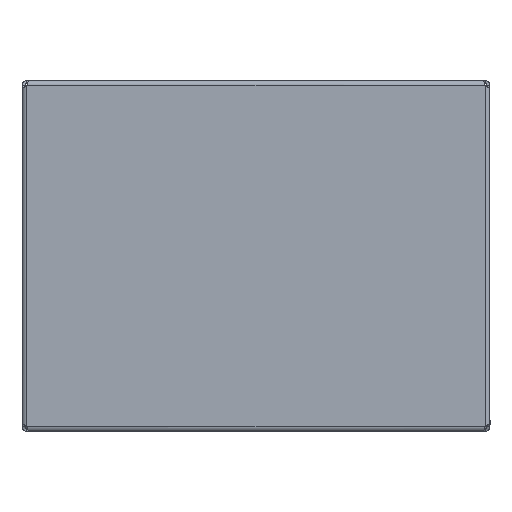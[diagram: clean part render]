
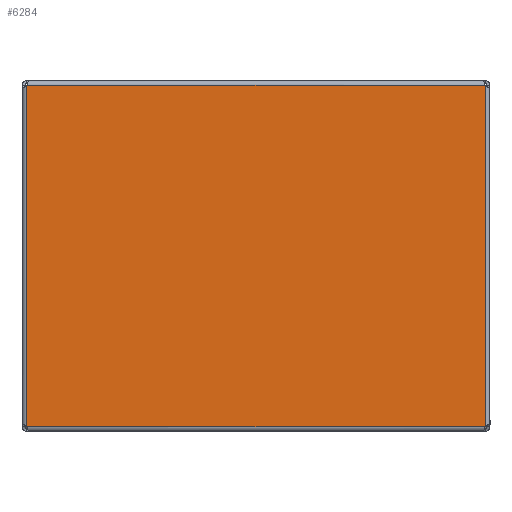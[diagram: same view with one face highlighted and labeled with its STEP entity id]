
A CAD part, front view. The second image highlights one B-rep face of the part: STEP entity #6284.
In plain terms, the highlighted planar face has unit normal (0, -1, 0).
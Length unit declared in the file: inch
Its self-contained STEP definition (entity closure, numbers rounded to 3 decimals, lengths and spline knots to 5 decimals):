
#106 = VERTEX_POINT ( 'NONE', #5980 ) ;
#324 = CARTESIAN_POINT ( 'NONE',  ( -16.9548, 0., 0. ) ) ;
#926 = DIRECTION ( 'NONE',  ( 0., 0., -1. ) ) ;
#962 = PLANE ( 'NONE',  #5023 ) ;
#1103 = EDGE_CURVE ( 'NONE', #1777, #2850, #2434, .T. ) ;
#1271 = DIRECTION ( 'NONE',  ( 0., 0., 1. ) ) ;
#1591 = DIRECTION ( 'NONE',  ( 0., 0., -1. ) ) ;
#1776 = CARTESIAN_POINT ( 'NONE',  ( -16.9548, 0., -0.99806 ) ) ;
#1777 = VERTEX_POINT ( 'NONE', #4278 ) ;
#2342 = ORIENTED_EDGE ( 'NONE', *, *, #3368, .T. ) ;
#2382 = LINE ( 'NONE', #2460, #4653 ) ;
#2434 = LINE ( 'NONE', #1776, #5046 ) ;
#2460 = CARTESIAN_POINT ( 'NONE',  ( -16.9548, 0., -12.66504 ) ) ;
#2850 = VERTEX_POINT ( 'NONE', #6606 ) ;
#2919 = CARTESIAN_POINT ( 'NONE',  ( 7.83352, 0., 0. ) ) ;
#2999 = LINE ( 'NONE', #2919, #4175 ) ;
#3149 = VECTOR ( 'NONE', #1591, 39.37008 ) ;
#3368 = EDGE_CURVE ( 'NONE', #106, #6193, #2382, .T. ) ;
#3404 = EDGE_CURVE ( 'NONE', #6193, #1777, #2999, .T. ) ;
#3730 = DIRECTION ( 'NONE',  ( 0., -1., 0. ) ) ;
#3769 = FACE_OUTER_BOUND ( 'NONE', #4572, .T. ) ;
#4121 = DIRECTION ( 'NONE',  ( -1., 0., 0. ) ) ;
#4175 = VECTOR ( 'NONE', #1271, 39.37008 ) ;
#4278 = CARTESIAN_POINT ( 'NONE',  ( 7.83352, 0., -0.99806 ) ) ;
#4572 = EDGE_LOOP ( 'NONE', ( #6704, #2342, #5615, #5170 ) ) ;
#4651 = CARTESIAN_POINT ( 'NONE',  ( -7.83352, 0., 0. ) ) ;
#4653 = VECTOR ( 'NONE', #4715, 39.37008 ) ;
#4715 = DIRECTION ( 'NONE',  ( 1., 0., 0. ) ) ;
#4954 = CARTESIAN_POINT ( 'NONE',  ( 7.83352, 0., -12.66504 ) ) ;
#5023 = AXIS2_PLACEMENT_3D ( 'NONE', #324, #3730, #926 ) ;
#5046 = VECTOR ( 'NONE', #4121, 39.37008 ) ;
#5170 = ORIENTED_EDGE ( 'NONE', *, *, #1103, .T. ) ;
#5476 = EDGE_CURVE ( 'NONE', #2850, #106, #6352, .T. ) ;
#5615 = ORIENTED_EDGE ( 'NONE', *, *, #3404, .T. ) ;
#5980 = CARTESIAN_POINT ( 'NONE',  ( -7.83352, 0., -12.66504 ) ) ;
#6193 = VERTEX_POINT ( 'NONE', #4954 ) ;
#6284 = ADVANCED_FACE ( 'NONE', ( #3769 ), #962, .T. ) ;
#6352 = LINE ( 'NONE', #4651, #3149 ) ;
#6606 = CARTESIAN_POINT ( 'NONE',  ( -7.83352, 0., -0.99806 ) ) ;
#6704 = ORIENTED_EDGE ( 'NONE', *, *, #5476, .T. ) ;
